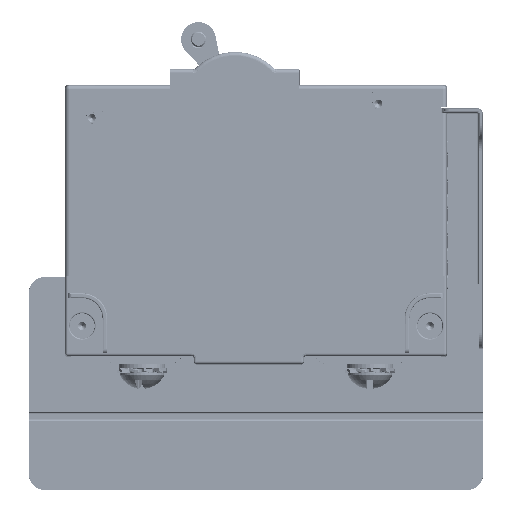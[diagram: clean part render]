
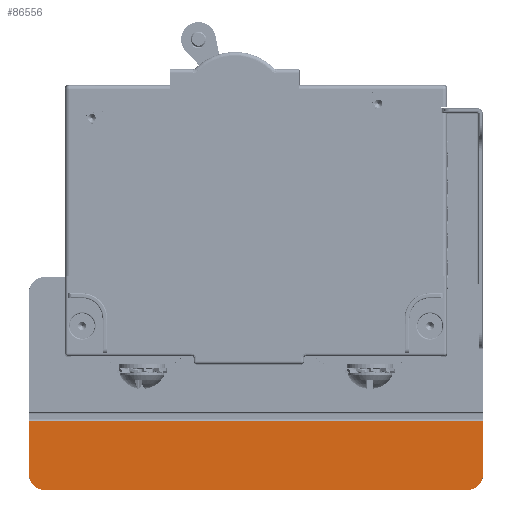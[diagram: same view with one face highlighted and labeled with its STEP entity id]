
A CAD part, top view. The second image highlights one B-rep face of the part: STEP entity #86556.
In plain terms, the highlighted planar face has unit normal (0, 0, 1).
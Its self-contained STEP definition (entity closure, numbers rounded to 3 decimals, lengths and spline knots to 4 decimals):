
#4402=CARTESIAN_POINT('',(-1.6637,-2.533,0.396));
#4408=DIRECTION('',(0.,-1.,0.));
#4409=VECTOR('',#4408,0.433);
#4410=CARTESIAN_POINT('',(-1.6637,-2.533,0.396));
#4411=LINE('',#4410,#4409);
#6297=DIRECTION('',(-1.,0.,0.));
#6298=VECTOR('',#6297,3.6713);
#6299=CARTESIAN_POINT('',(2.0077,-2.533,0.396));
#6300=LINE('',#6299,#6298);
#6301=CARTESIAN_POINT('',(1.883,-2.966,0.396));
#6302=DIRECTION('',(0.,0.,1.));
#6303=DIRECTION('',(0.,-1.,0.));
#6304=AXIS2_PLACEMENT_3D('',#6301,#6302,#6303);
#6306=CARTESIAN_POINT('',(-1.539,-2.966,0.396));
#6307=DIRECTION('',(0.,0.,1.));
#6308=DIRECTION('',(-1.,0.,0.));
#6309=AXIS2_PLACEMENT_3D('',#6306,#6307,#6308);
#6395=DIRECTION('',(0.,-1.,0.));
#6396=VECTOR('',#6395,0.433);
#6397=CARTESIAN_POINT('',(2.0077,-2.533,0.396));
#6398=LINE('',#6397,#6396);
#6403=CARTESIAN_POINT('',(2.0077,-2.533,0.396));
#63803=DIRECTION('',(-1.,0.,0.));
#63804=VECTOR('',#63803,3.422);
#63805=CARTESIAN_POINT('',(1.883,-3.0907,0.396));
#63806=LINE('',#63805,#63804);
#78498=VERTEX_POINT('',#4402);
#78502=VERTEX_POINT('',#6403);
#78517=CARTESIAN_POINT('',(1.883,-3.0907,0.396));
#78518=VERTEX_POINT('',#78517);
#78519=CARTESIAN_POINT('',(2.0077,-2.966,0.396));
#78520=VERTEX_POINT('',#78519);
#78521=CARTESIAN_POINT('',(-1.6637,-2.966,0.396));
#78522=CARTESIAN_POINT('',(-1.539,-3.0907,0.396));
#78523=VERTEX_POINT('',#78521);
#78524=VERTEX_POINT('',#78522);
#86539=CARTESIAN_POINT('',(2.008,-2.526,0.396));
#86540=DIRECTION('',(0.,0.,1.));
#86541=DIRECTION('',(0.,-1.,0.));
#86542=AXIS2_PLACEMENT_3D('',#86539,#86540,#86541);
#86543=PLANE('',#86542);
#86545=ORIENTED_EDGE('',*,*,#86544,.F.);
#86547=ORIENTED_EDGE('',*,*,#86546,.T.);
#86549=ORIENTED_EDGE('',*,*,#86548,.F.);
#86551=ORIENTED_EDGE('',*,*,#86550,.T.);
#86552=ORIENTED_EDGE('',*,*,#86530,.F.);
#86553=ORIENTED_EDGE('',*,*,#84349,.F.);
#86554=EDGE_LOOP('',(#86545,#86547,#86549,#86551,#86552,#86553));
#86555=FACE_OUTER_BOUND('',#86554,.F.);
#6305=CIRCLE('',#6304,0.1247);
#6310=CIRCLE('',#6309,0.1247);
#84349=EDGE_CURVE('',#78498,#78523,#4411,.T.);
#86530=EDGE_CURVE('',#78523,#78524,#6310,.T.);
#86544=EDGE_CURVE('',#78502,#78498,#6300,.T.);
#86546=EDGE_CURVE('',#78502,#78520,#6398,.T.);
#86548=EDGE_CURVE('',#78518,#78520,#6305,.T.);
#86550=EDGE_CURVE('',#78518,#78524,#63806,.T.);
#86556=ADVANCED_FACE('',(#86555),#86543,.T.);
